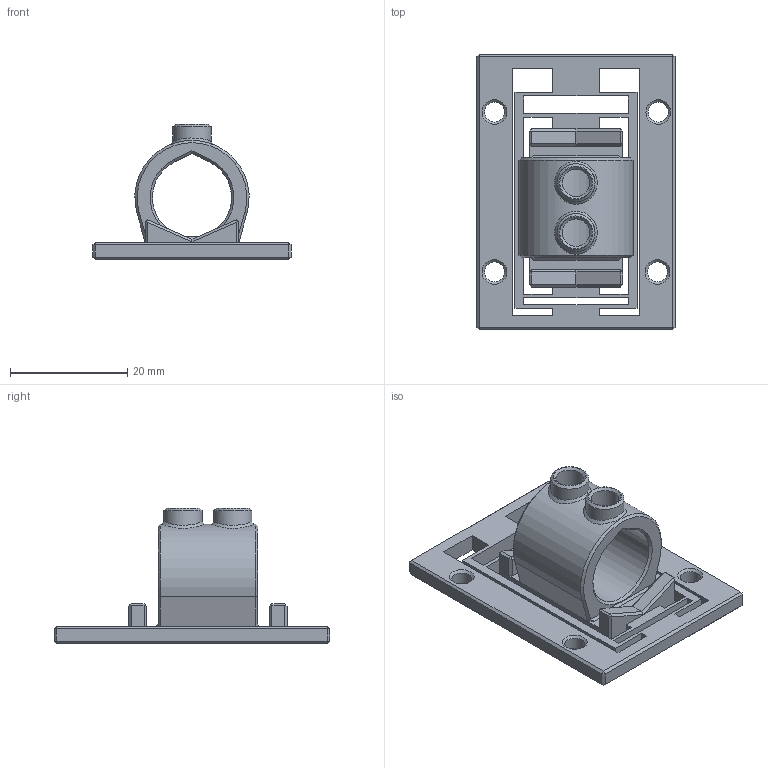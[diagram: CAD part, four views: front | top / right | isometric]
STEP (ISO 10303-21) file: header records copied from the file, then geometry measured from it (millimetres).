
FILE_DESCRIPTION(/* description */ (''),/* implementation_level */ '2;1');
FILE_NAME(/* name */ 'pen holder.step',/* time_stamp */ '2025-08-26T19:10:41-04:00',/* author */ (''),/* organization */ (''),/* preprocessor_version */ 'ST-DEVELOPER v20.1',/* originating_system */ 'Autodesk Translation Framework v14.10.0.0',/* authorisation */ '');
FILE_SCHEMA (('AUTOMOTIVE_DESIGN { 1 0 10303 214 3 1 1 }'));
Length unit declared in the file: millimetre
Products named in the file (1): pen holder
Bounding box: 33.8 x 47.04 x 23.11 mm (x, y, z)
Volume: 6444.7 mm3; surface area: 6312.4 mm2
Topology: 1 solids, 1 shells, 146 faces, 357 edges, 212 vertices
Faces by surface type: plane 118, cone 16, cylinder 10, bspline 2
Full cylindrical faces by diameter (mm): 3.4 x4, 4.7 x2, 6.5 x2
Entity records: 4466 total; most frequent: CARTESIAN_POINT 980, ORIENTED_EDGE 714, DIRECTION 679, EDGE_CURVE 357, LINE 313, VECTOR 313, VERTEX_POINT 212, AXIS2_PLACEMENT_3D 183
